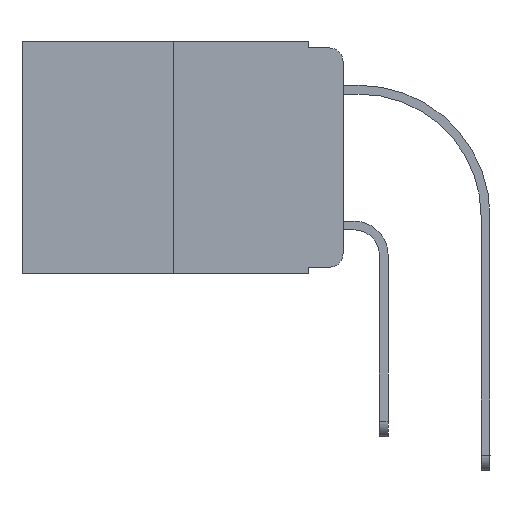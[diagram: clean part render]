
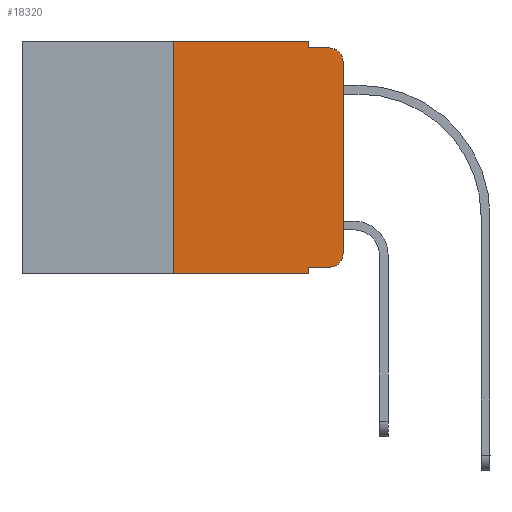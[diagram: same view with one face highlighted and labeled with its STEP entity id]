
A CAD part, left-side view. The second image highlights one B-rep face of the part: STEP entity #18320.
In plain terms, the highlighted planar face has unit normal (-1, 0, 0).
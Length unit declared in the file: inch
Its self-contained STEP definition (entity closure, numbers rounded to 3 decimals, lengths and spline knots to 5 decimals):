
#404 = AXIS2_PLACEMENT_3D ( 'NONE', #14753, #12999, #14976 ) ;
#408 = ORIENTED_EDGE ( 'NONE', *, *, #3863, .T. ) ;
#547 = EDGE_CURVE ( 'NONE', #14963, #3822, #15775, .T. ) ;
#606 = FACE_OUTER_BOUND ( 'NONE', #13230, .T. ) ;
#949 = EDGE_CURVE ( 'NONE', #10861, #11291, #20238, .T. ) ;
#1245 = CARTESIAN_POINT ( 'NONE',  ( 0., 0.473, -0.343 ) ) ;
#1264 = CARTESIAN_POINT ( 'NONE',  ( 0., 0.25, 0. ) ) ;
#1622 = ORIENTED_EDGE ( 'NONE', *, *, #18278, .T. ) ;
#1943 = AXIS2_PLACEMENT_3D ( 'NONE', #13939, #7389, #20615 ) ;
#1982 = LINE ( 'NONE', #15210, #16320 ) ;
#2279 = VECTOR ( 'NONE', #5640, 39.37008 ) ;
#2345 = LINE ( 'NONE', #7382, #4676 ) ;
#2539 = DIRECTION ( 'NONE',  ( 0., -1., 0. ) ) ;
#3322 = CARTESIAN_POINT ( 'NONE',  ( 0., 0.051, -0.343 ) ) ;
#3502 = VECTOR ( 'NONE', #2539, 39.37008 ) ;
#3822 = VERTEX_POINT ( 'NONE', #19998 ) ;
#3863 = EDGE_CURVE ( 'NONE', #10470, #11371, #7040, .T. ) ;
#4266 = ORIENTED_EDGE ( 'NONE', *, *, #20934, .T. ) ;
#4480 = VECTOR ( 'NONE', #13758, 39.37008 ) ;
#4676 = VECTOR ( 'NONE', #7488, 39.37008 ) ;
#4739 = CIRCLE ( 'NONE', #16244, 0.02 ) ;
#4820 = ORIENTED_EDGE ( 'NONE', *, *, #13894, .F. ) ;
#4901 = ORIENTED_EDGE ( 'NONE', *, *, #949, .F. ) ;
#5205 = CARTESIAN_POINT ( 'NONE',  ( 0., 0.02, -0.03 ) ) ;
#5640 = DIRECTION ( 'NONE',  ( 0., -1., 0. ) ) ;
#6284 = CARTESIAN_POINT ( 'NONE',  ( 0., 0.051, -0.333 ) ) ;
#6517 = CARTESIAN_POINT ( 'NONE',  ( 0., 0.02, -0.333 ) ) ;
#6748 = VECTOR ( 'NONE', #9445, 39.37008 ) ;
#6769 = VERTEX_POINT ( 'NONE', #11475 ) ;
#6990 = CARTESIAN_POINT ( 'NONE',  ( 0., 0., 0. ) ) ;
#7026 = VERTEX_POINT ( 'NONE', #20984 ) ;
#7040 = CIRCLE ( 'NONE', #404, 0.02 ) ;
#7269 = PLANE ( 'NONE',  #1943 ) ;
#7382 = CARTESIAN_POINT ( 'NONE',  ( 0., 0.051, 0. ) ) ;
#7389 = DIRECTION ( 'NONE',  ( 1., 0., 0. ) ) ;
#7454 = EDGE_CURVE ( 'NONE', #6769, #17219, #17847, .T. ) ;
#7488 = DIRECTION ( 'NONE',  ( 0., 0., -1. ) ) ;
#8141 = LINE ( 'NONE', #1264, #8937 ) ;
#8650 = ORIENTED_EDGE ( 'NONE', *, *, #18312, .T. ) ;
#8937 = VECTOR ( 'NONE', #18299, 39.37008 ) ;
#9445 = DIRECTION ( 'NONE',  ( 0., -1., 0. ) ) ;
#9484 = EDGE_CURVE ( 'NONE', #17201, #17219, #2345, .T. ) ;
#10071 = DIRECTION ( 'NONE',  ( 0., 0., -1. ) ) ;
#10133 = VECTOR ( 'NONE', #20013, 39.37008 ) ;
#10166 = LINE ( 'NONE', #6990, #4480 ) ;
#10470 = VERTEX_POINT ( 'NONE', #6517 ) ;
#10549 = DIRECTION ( 'NONE',  ( -1., 0., 0. ) ) ;
#10861 = VERTEX_POINT ( 'NONE', #15907 ) ;
#11165 = CARTESIAN_POINT ( 'NONE',  ( 0., 0.051, 0. ) ) ;
#11291 = VERTEX_POINT ( 'NONE', #11165 ) ;
#11310 = ORIENTED_EDGE ( 'NONE', *, *, #547, .F. ) ;
#11371 = VERTEX_POINT ( 'NONE', #11378 ) ;
#11378 = CARTESIAN_POINT ( 'NONE',  ( 0., 0., -0.313 ) ) ;
#11475 = CARTESIAN_POINT ( 'NONE',  ( 0., 0.25, -0.343 ) ) ;
#12184 = ORIENTED_EDGE ( 'NONE', *, *, #7454, .T. ) ;
#12999 = DIRECTION ( 'NONE',  ( -1., 0., 0. ) ) ;
#13230 = EDGE_LOOP ( 'NONE', ( #4266, #8650, #11310, #20714, #4901, #4820, #12184, #16933, #1622, #408 ) ) ;
#13758 = DIRECTION ( 'NONE',  ( 0., 0., 1. ) ) ;
#13894 = EDGE_CURVE ( 'NONE', #6769, #10861, #8141, .T. ) ;
#13939 = CARTESIAN_POINT ( 'NONE',  ( 0., 0.473, 0. ) ) ;
#14358 = CARTESIAN_POINT ( 'NONE',  ( 0., 0.051, -0.01 ) ) ;
#14753 = CARTESIAN_POINT ( 'NONE',  ( 0., 0.02, -0.313 ) ) ;
#14963 = VERTEX_POINT ( 'NONE', #18889 ) ;
#14976 = DIRECTION ( 'NONE',  ( 0., 0., -1. ) ) ;
#15204 = CARTESIAN_POINT ( 'NONE',  ( 0., 0.473, 0. ) ) ;
#15210 = CARTESIAN_POINT ( 'NONE',  ( 0., 0.051, 0. ) ) ;
#15775 = LINE ( 'NONE', #14358, #3502 ) ;
#15907 = CARTESIAN_POINT ( 'NONE',  ( 0., 0.25, 0. ) ) ;
#16244 = AXIS2_PLACEMENT_3D ( 'NONE', #5205, #10549, #17205 ) ;
#16320 = VECTOR ( 'NONE', #10071, 39.37008 ) ;
#16933 = ORIENTED_EDGE ( 'NONE', *, *, #9484, .F. ) ;
#17201 = VERTEX_POINT ( 'NONE', #6284 ) ;
#17205 = DIRECTION ( 'NONE',  ( 0., 0., -1. ) ) ;
#17219 = VERTEX_POINT ( 'NONE', #3322 ) ;
#17847 = LINE ( 'NONE', #1245, #6748 ) ;
#18278 = EDGE_CURVE ( 'NONE', #17201, #10470, #18746, .T. ) ;
#18299 = DIRECTION ( 'NONE',  ( 0., 0., 1. ) ) ;
#18312 = EDGE_CURVE ( 'NONE', #7026, #3822, #4739, .T. ) ;
#18320 = ADVANCED_FACE ( 'NONE', ( #606 ), #7269, .F. ) ;
#18746 = LINE ( 'NONE', #20396, #2279 ) ;
#18889 = CARTESIAN_POINT ( 'NONE',  ( 0., 0.051, -0.01 ) ) ;
#19103 = EDGE_CURVE ( 'NONE', #11291, #14963, #1982, .T. ) ;
#19998 = CARTESIAN_POINT ( 'NONE',  ( 0., 0.02, -0.01 ) ) ;
#20013 = DIRECTION ( 'NONE',  ( 0., -1., 0. ) ) ;
#20238 = LINE ( 'NONE', #15204, #10133 ) ;
#20396 = CARTESIAN_POINT ( 'NONE',  ( 0., 0.051, -0.333 ) ) ;
#20615 = DIRECTION ( 'NONE',  ( 0., 0., -1. ) ) ;
#20714 = ORIENTED_EDGE ( 'NONE', *, *, #19103, .F. ) ;
#20934 = EDGE_CURVE ( 'NONE', #11371, #7026, #10166, .T. ) ;
#20984 = CARTESIAN_POINT ( 'NONE',  ( 0., 0., -0.03 ) ) ;
